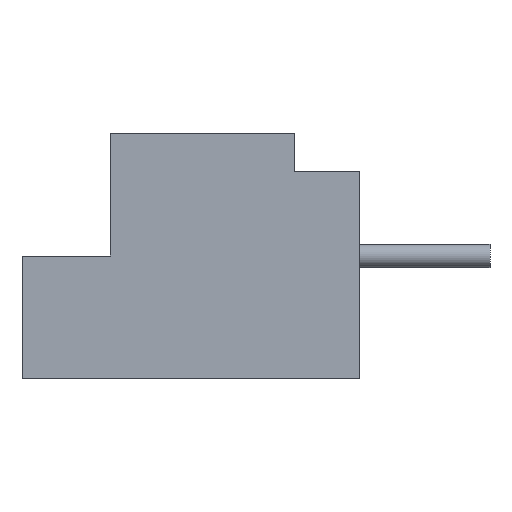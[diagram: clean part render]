
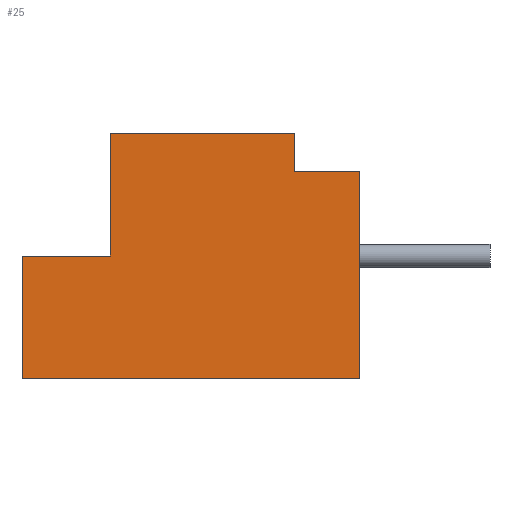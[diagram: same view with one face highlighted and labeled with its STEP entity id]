
A CAD part, left-side view. The second image highlights one B-rep face of the part: STEP entity #25.
In plain terms, the highlighted planar face has unit normal (-1, 0, 0).
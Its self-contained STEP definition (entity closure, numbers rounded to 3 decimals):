
#4 = VERTEX_POINT ( 'NONE', #750 ) ;
#6 = EDGE_CURVE ( 'NONE', #4, #5699, #749, .T. ) ;
#16 = ORIENTED_EDGE ( 'NONE', *, *, #880, .T. ) ;
#17 = ORIENTED_EDGE ( 'NONE', *, *, #898, .F. ) ;
#19 = EDGE_LOOP ( 'NONE', ( #20, #16, #17, #30, #51, #31, #47, #45 ) ) ;
#20 = ORIENTED_EDGE ( 'NONE', *, *, #5548, .F. ) ;
#22 = VERTEX_POINT ( 'NONE', #784 ) ;
#25 = ADVANCED_FACE ( 'NONE', ( #778 ), #763, .F. ) ;
#30 = ORIENTED_EDGE ( 'NONE', *, *, #52, .T. ) ;
#31 = ORIENTED_EDGE ( 'NONE', *, *, #6, .T. ) ;
#44 = EDGE_CURVE ( 'NONE', #5699, #5637, #802, .T. ) ;
#45 = ORIENTED_EDGE ( 'NONE', *, *, #5636, .F. ) ;
#47 = ORIENTED_EDGE ( 'NONE', *, *, #44, .T. ) ;
#49 = EDGE_CURVE ( 'NONE', #22, #4, #867, .T. ) ;
#51 = ORIENTED_EDGE ( 'NONE', *, *, #49, .T. ) ;
#52 = EDGE_CURVE ( 'NONE', #896, #22, #863, .T. ) ;
#746 = DIRECTION ( 'NONE',  ( 0., 0., -1. ) ) ;
#747 = VECTOR ( 'NONE', #746, 1000. ) ;
#748 = CARTESIAN_POINT ( 'NONE',  ( -20., 8.8, 3.2 ) ) ;
#749 = LINE ( 'NONE', #748, #747 ) ;
#750 = CARTESIAN_POINT ( 'NONE',  ( -20., 8.8, 0. ) ) ;
#759 = DIRECTION ( 'NONE',  ( 0., 0., -1. ) ) ;
#760 = DIRECTION ( 'NONE',  ( 1., 0., 0. ) ) ;
#761 = CARTESIAN_POINT ( 'NONE',  ( -20., 8.8, 3.2 ) ) ;
#762 = AXIS2_PLACEMENT_3D ( 'NONE', #761, #760, #759 ) ;
#763 = PLANE ( 'NONE',  #762 ) ;
#778 = FACE_OUTER_BOUND ( 'NONE', #19, .T. ) ;
#784 = CARTESIAN_POINT ( 'NONE',  ( -20., 6.5, 0. ) ) ;
#799 = DIRECTION ( 'NONE',  ( 0., -1., 0. ) ) ;
#800 = VECTOR ( 'NONE', #799, 1000. ) ;
#801 = CARTESIAN_POINT ( 'NONE',  ( -20., 8.8, -3.2 ) ) ;
#802 = LINE ( 'NONE', #801, #800 ) ;
#860 = DIRECTION ( 'NONE',  ( 0., 0., -1. ) ) ;
#861 = VECTOR ( 'NONE', #860, 1000. ) ;
#862 = CARTESIAN_POINT ( 'NONE',  ( -20., 6.5, 3.2 ) ) ;
#863 = LINE ( 'NONE', #862, #861 ) ;
#864 = DIRECTION ( 'NONE',  ( 0., 1., 0. ) ) ;
#865 = VECTOR ( 'NONE', #864, 1000. ) ;
#866 = CARTESIAN_POINT ( 'NONE',  ( -20., 8.8, 0. ) ) ;
#867 = LINE ( 'NONE', #866, #865 ) ;
#880 = EDGE_CURVE ( 'NONE', #907, #899, #3449, .T. ) ;
#896 = VERTEX_POINT ( 'NONE', #3511 ) ;
#898 = EDGE_CURVE ( 'NONE', #896, #899, #3510, .T. ) ;
#899 = VERTEX_POINT ( 'NONE', #3506 ) ;
#907 = VERTEX_POINT ( 'NONE', #3537 ) ;
#3446 = DIRECTION ( 'NONE',  ( 0., 0., 1. ) ) ;
#3447 = VECTOR ( 'NONE', #3446, 1000. ) ;
#3448 = CARTESIAN_POINT ( 'NONE',  ( -20., 1.7, 2.2 ) ) ;
#3449 = LINE ( 'NONE', #3448, #3447 ) ;
#3506 = CARTESIAN_POINT ( 'NONE',  ( -20., 1.7, 3.2 ) ) ;
#3507 = DIRECTION ( 'NONE',  ( 0., -1., 0. ) ) ;
#3508 = VECTOR ( 'NONE', #3507, 1000. ) ;
#3509 = CARTESIAN_POINT ( 'NONE',  ( -20., 8.8, 3.2 ) ) ;
#3510 = LINE ( 'NONE', #3509, #3508 ) ;
#3511 = CARTESIAN_POINT ( 'NONE',  ( -20., 6.5, 3.2 ) ) ;
#3537 = CARTESIAN_POINT ( 'NONE',  ( -20., 1.7, 2.2 ) ) ;
#5229 = DIRECTION ( 'NONE',  ( 0., -1., 0. ) ) ;
#5230 = VECTOR ( 'NONE', #5229, 1000. ) ;
#5231 = CARTESIAN_POINT ( 'NONE',  ( -20., 1.7, 2.2 ) ) ;
#5232 = LINE ( 'NONE', #5231, #5230 ) ;
#5305 = CARTESIAN_POINT ( 'NONE',  ( -20., 0., 2.2 ) ) ;
#5352 = CARTESIAN_POINT ( 'NONE',  ( -20., 0., -3.2 ) ) ;
#5353 = DIRECTION ( 'NONE',  ( 0., 0., -1. ) ) ;
#5354 = VECTOR ( 'NONE', #5353, 1000. ) ;
#5355 = CARTESIAN_POINT ( 'NONE',  ( -20., 0., 3.2 ) ) ;
#5356 = LINE ( 'NONE', #5355, #5354 ) ;
#5451 = CARTESIAN_POINT ( 'NONE',  ( -20., 8.8, -3.2 ) ) ;
#5548 = EDGE_CURVE ( 'NONE', #907, #5630, #5232, .T. ) ;
#5630 = VERTEX_POINT ( 'NONE', #5305 ) ;
#5636 = EDGE_CURVE ( 'NONE', #5630, #5637, #5356, .T. ) ;
#5637 = VERTEX_POINT ( 'NONE', #5352 ) ;
#5699 = VERTEX_POINT ( 'NONE', #5451 ) ;
